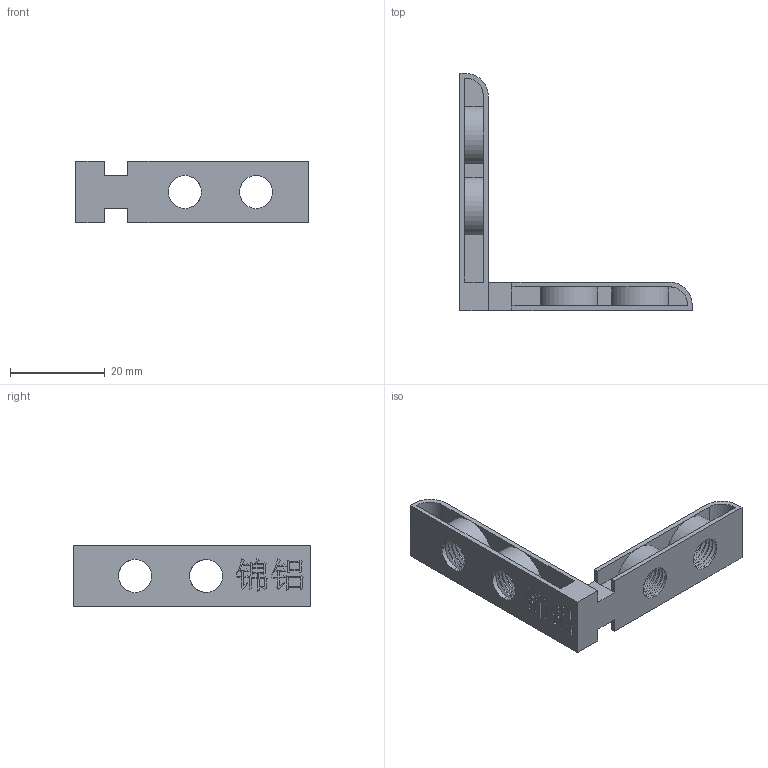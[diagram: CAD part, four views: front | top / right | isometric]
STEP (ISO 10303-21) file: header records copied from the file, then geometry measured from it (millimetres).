
FILE_DESCRIPTION (( 'STEP AP203' ), '1' );
FILE_NAME ('弊梓40藷褒羞.STEP', '2019-07-25T02:21:30', ( 'admin' ), ( '' ), 'SwSTEP 2.0', 'SolidWorks 2017', '' );
FILE_SCHEMA (( 'CONFIG_CONTROL_DESIGN' ));
Length unit declared in the file: millimetre
Products named in the file (1): 弊梓40藷褒羞
Bounding box: 49 x 50 x 13 mm (x, y, z)
Volume: 4426.8 mm3; surface area: 5379.4 mm2
Topology: 1 solids, 1 shells, 314 faces, 880 edges, 578 vertices
Faces by surface type: plane 203, cylinder 75, bspline 36
Entity records: 13117 total; most frequent: CARTESIAN_POINT 5405, ORIENTED_EDGE 1760, DIRECTION 1356, EDGE_CURVE 880, VECTOR 630, LINE 630, VERTEX_POINT 578, AXIS2_PLACEMENT_3D 363
